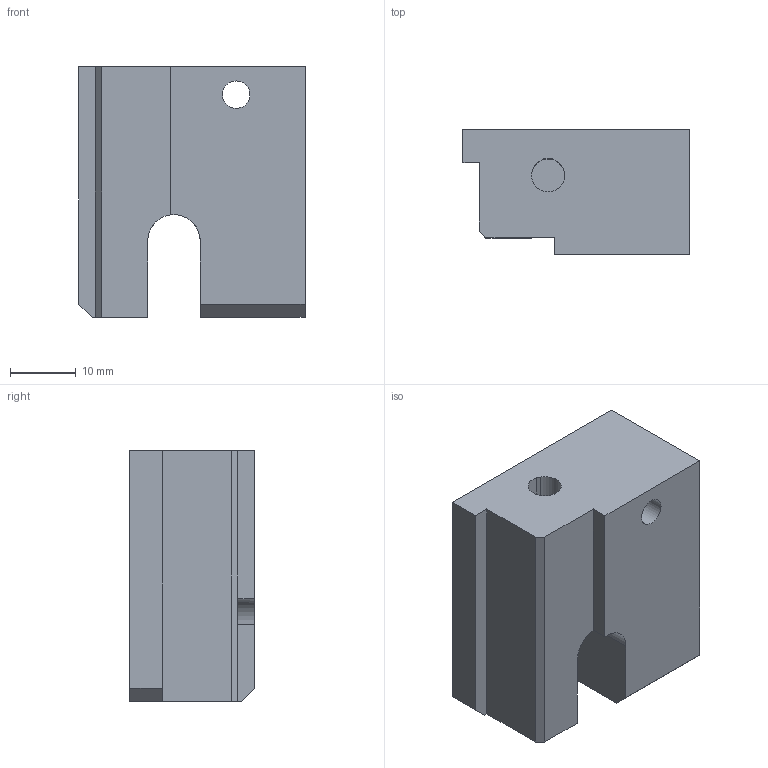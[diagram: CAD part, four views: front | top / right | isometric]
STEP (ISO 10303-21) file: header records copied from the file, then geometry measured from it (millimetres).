
FILE_DESCRIPTION(('FreeCAD Model'),'2;1');
FILE_NAME('Open CASCADE Shape Model','2025-03-04T20:26:45',(''),(''), 'Open CASCADE STEP processor 7.8','FreeCAD','Unknown');
FILE_SCHEMA(('AUTOMOTIVE_DESIGN { 1 0 10303 214 1 1 1 1 }'));
Length unit declared in the file: millimetre
Products named in the file (1): Тело (Mirror #1)
Bounding box: 34.5 x 19 x 38.3 mm (x, y, z)
Volume: 17394.3 mm3; surface area: 6968 mm2
Topology: 1 solids, 1 shells, 53 faces, 136 edges, 90 vertices
Faces by surface type: plane 43, cylinder 8, cone 2
Full cylindrical faces by diameter (mm): 4.2 x2, 9 x2
Entity records: 1627 total; most frequent: CARTESIAN_POINT 280, ORIENTED_EDGE 272, DIRECTION 263, EDGE_CURVE 136, LINE 117, VECTOR 117, VERTEX_POINT 90, AXIS2_PLACEMENT_3D 73
